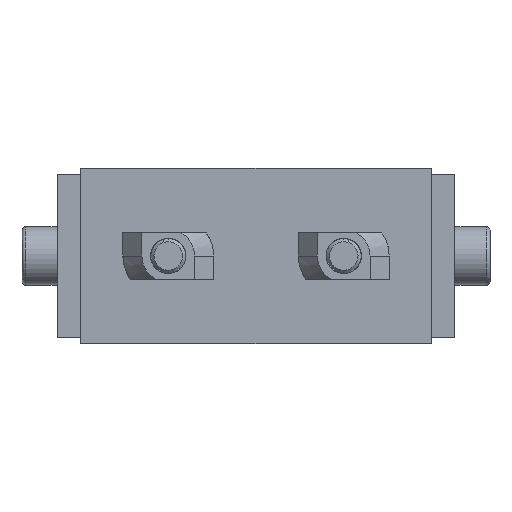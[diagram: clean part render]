
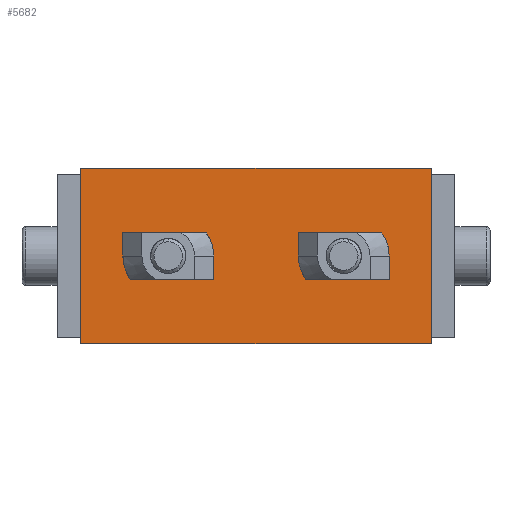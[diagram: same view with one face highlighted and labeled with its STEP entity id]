
A CAD part, front view. The second image highlights one B-rep face of the part: STEP entity #5682.
In plain terms, the highlighted planar face has unit normal (0, -1, 0).
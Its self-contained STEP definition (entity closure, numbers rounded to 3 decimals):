
#102 = CIRCLE ( 'NONE', #1263, 3.075 ) ;
#255 = DIRECTION ( 'NONE',  ( 0., -1., 0. ) ) ;
#265 = CARTESIAN_POINT ( 'NONE',  ( 0., -7.65, 41.925 ) ) ;
#353 = CARTESIAN_POINT ( 'NONE',  ( 15., -7.65, 0. ) ) ;
#390 = AXIS2_PLACEMENT_3D ( 'NONE', #2497, #4357, #5305 ) ;
#417 = DIRECTION ( 'NONE',  ( 0., 0., -1. ) ) ;
#569 = ORIENTED_EDGE ( 'NONE', *, *, #1750, .F. ) ;
#581 = VECTOR ( 'NONE', #4482, 1000. ) ;
#932 = DIRECTION ( 'NONE',  ( 0., 1., 0. ) ) ;
#1112 = VERTEX_POINT ( 'NONE', #5974 ) ;
#1263 = AXIS2_PLACEMENT_3D ( 'NONE', #4238, #4302, #1898 ) ;
#1280 = CARTESIAN_POINT ( 'NONE',  ( -15., -7.65, 60. ) ) ;
#1316 = VECTOR ( 'NONE', #417, 1000. ) ;
#1344 = CIRCLE ( 'NONE', #4734, 3.075 ) ;
#1358 = VERTEX_POINT ( 'NONE', #265 ) ;
#1381 = CARTESIAN_POINT ( 'NONE',  ( -15., -7.65, 60. ) ) ;
#1711 = VERTEX_POINT ( 'NONE', #353 ) ;
#1728 = CARTESIAN_POINT ( 'NONE',  ( 15., -7.65, 60. ) ) ;
#1746 = LINE ( 'NONE', #1381, #5736 ) ;
#1750 = EDGE_CURVE ( 'NONE', #5864, #1711, #4095, .T. ) ;
#1797 = ORIENTED_EDGE ( 'NONE', *, *, #2451, .F. ) ;
#1841 = DIRECTION ( 'NONE',  ( 0., 0., 1. ) ) ;
#1887 = VERTEX_POINT ( 'NONE', #2457 ) ;
#1898 = DIRECTION ( 'NONE',  ( 0., 0., -1. ) ) ;
#1941 = CARTESIAN_POINT ( 'NONE',  ( -15., -7.65, 60. ) ) ;
#2155 = LINE ( 'NONE', #1280, #581 ) ;
#2183 = LINE ( 'NONE', #4076, #5543 ) ;
#2304 = ORIENTED_EDGE ( 'NONE', *, *, #5047, .T. ) ;
#2420 = VERTEX_POINT ( 'NONE', #1941 ) ;
#2451 = EDGE_CURVE ( 'NONE', #3077, #1112, #4167, .T. ) ;
#2457 = CARTESIAN_POINT ( 'NONE',  ( 0., -7.65, 48.075 ) ) ;
#2497 = CARTESIAN_POINT ( 'NONE',  ( 0., -7.65, 45. ) ) ;
#2622 = CARTESIAN_POINT ( 'NONE',  ( 0., -7.65, 18.075 ) ) ;
#2788 = ORIENTED_EDGE ( 'NONE', *, *, #3294, .F. ) ;
#2938 = AXIS2_PLACEMENT_3D ( 'NONE', #3711, #932, #1841 ) ;
#3077 = VERTEX_POINT ( 'NONE', #2622 ) ;
#3294 = EDGE_CURVE ( 'NONE', #1887, #1358, #1344, .T. ) ;
#3377 = ORIENTED_EDGE ( 'NONE', *, *, #5006, .T. ) ;
#3405 = CARTESIAN_POINT ( 'NONE',  ( 15., -7.65, 60. ) ) ;
#3711 = CARTESIAN_POINT ( 'NONE',  ( -15., -7.65, 60. ) ) ;
#3781 = DIRECTION ( 'NONE',  ( 0., 0., -1. ) ) ;
#3826 = DIRECTION ( 'NONE',  ( 0., 0., -1. ) ) ;
#4051 = CARTESIAN_POINT ( 'NONE',  ( -15., -7.65, 0. ) ) ;
#4076 = CARTESIAN_POINT ( 'NONE',  ( -15., -7.65, 0. ) ) ;
#4086 = EDGE_CURVE ( 'NONE', #2420, #5864, #1746, .T. ) ;
#4095 = LINE ( 'NONE', #1728, #1316 ) ;
#4145 = FACE_OUTER_BOUND ( 'NONE', #4880, .T. ) ;
#4159 = EDGE_LOOP ( 'NONE', ( #5788, #1797 ) ) ;
#4167 = CIRCLE ( 'NONE', #4370, 3.075 ) ;
#4168 = VERTEX_POINT ( 'NONE', #4051 ) ;
#4238 = CARTESIAN_POINT ( 'NONE',  ( 0., -7.65, 15. ) ) ;
#4302 = DIRECTION ( 'NONE',  ( 0., -1., 0. ) ) ;
#4357 = DIRECTION ( 'NONE',  ( 0., -1., 0. ) ) ;
#4370 = AXIS2_PLACEMENT_3D ( 'NONE', #4646, #5562, #3781 ) ;
#4418 = CARTESIAN_POINT ( 'NONE',  ( 0., -7.65, 45. ) ) ;
#4436 = EDGE_CURVE ( 'NONE', #1358, #1887, #5639, .T. ) ;
#4482 = DIRECTION ( 'NONE',  ( 0., 0., -1. ) ) ;
#4503 = ORIENTED_EDGE ( 'NONE', *, *, #4436, .F. ) ;
#4646 = CARTESIAN_POINT ( 'NONE',  ( 0., -7.65, 15. ) ) ;
#4674 = EDGE_CURVE ( 'NONE', #1112, #3077, #102, .T. ) ;
#4734 = AXIS2_PLACEMENT_3D ( 'NONE', #4418, #255, #3826 ) ;
#4880 = EDGE_LOOP ( 'NONE', ( #2304, #569, #4923, #3377 ) ) ;
#4923 = ORIENTED_EDGE ( 'NONE', *, *, #4086, .F. ) ;
#5006 = EDGE_CURVE ( 'NONE', #2420, #4168, #2155, .T. ) ;
#5027 = DIRECTION ( 'NONE',  ( 1., 0., 0. ) ) ;
#5047 = EDGE_CURVE ( 'NONE', #4168, #1711, #2183, .T. ) ;
#5082 = EDGE_LOOP ( 'NONE', ( #4503, #2788 ) ) ;
#5116 = PLANE ( 'NONE',  #2938 ) ;
#5305 = DIRECTION ( 'NONE',  ( 0., 0., -1. ) ) ;
#5463 = FACE_BOUND ( 'NONE', #5082, .T. ) ;
#5522 = FACE_BOUND ( 'NONE', #4159, .T. ) ;
#5543 = VECTOR ( 'NONE', #5960, 1000. ) ;
#5562 = DIRECTION ( 'NONE',  ( 0., -1., 0. ) ) ;
#5639 = CIRCLE ( 'NONE', #390, 3.075 ) ;
#5682 = ADVANCED_FACE ( 'NONE', ( #5463, #5522, #4145 ), #5116, .F. ) ;
#5736 = VECTOR ( 'NONE', #5027, 1000. ) ;
#5788 = ORIENTED_EDGE ( 'NONE', *, *, #4674, .F. ) ;
#5864 = VERTEX_POINT ( 'NONE', #3405 ) ;
#5960 = DIRECTION ( 'NONE',  ( 1., 0., 0. ) ) ;
#5974 = CARTESIAN_POINT ( 'NONE',  ( 0., -7.65, 11.925 ) ) ;
